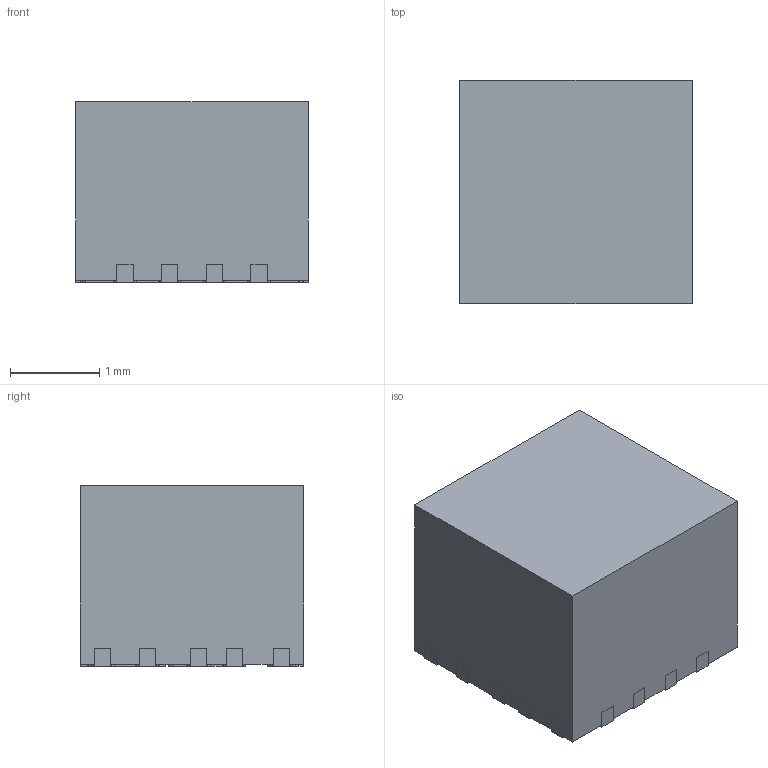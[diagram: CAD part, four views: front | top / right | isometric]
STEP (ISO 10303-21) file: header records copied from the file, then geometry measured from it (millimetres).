
FILE_DESCRIPTION((''),'2;1');
FILE_NAME('VCD0009A_ASM','2023-11-13T07:41:21',('a0412086'),(''),'CREO PARAMETRIC BY PTC INC, 2018500','CREO PARAMETRIC BY PTC INC, 2018500','');
FILE_SCHEMA(('CONFIG_CONTROL_DESIGN','SHAPE_APPEARANCE_LAYERS_GROUPS'));
Length unit declared in the file: millimetre
Products named in the file (3): VCD0009A_FRAME; VCD0009A_MOLD; VCD0009A_ASM
Assembly tree (2 placements, depth 2):
  VCD0009A_ASM
    VCD0009A_FRAME
    VCD0009A_MOLD
Bounding box: 2.6 x 2.5 x 2.02 mm (x, y, z)
Volume: 13.1 mm3; surface area: 48.6 mm2
Topology: 10 solids, 10 shells, 461 faces, 1320 edges, 880 vertices
Faces by surface type: cylinder 252, plane 209
Entity records: 19520 total; most frequent: DIRECTION 2756, CARTESIAN_POINT 2666, ORIENTED_EDGE 2640, PRESENTATION_STYLE_ASSIGNMENT 1348, STYLED_ITEM 1330, CURVE_STYLE 1320, EDGE_CURVE 1320, AXIS2_PLACEMENT_3D 970
